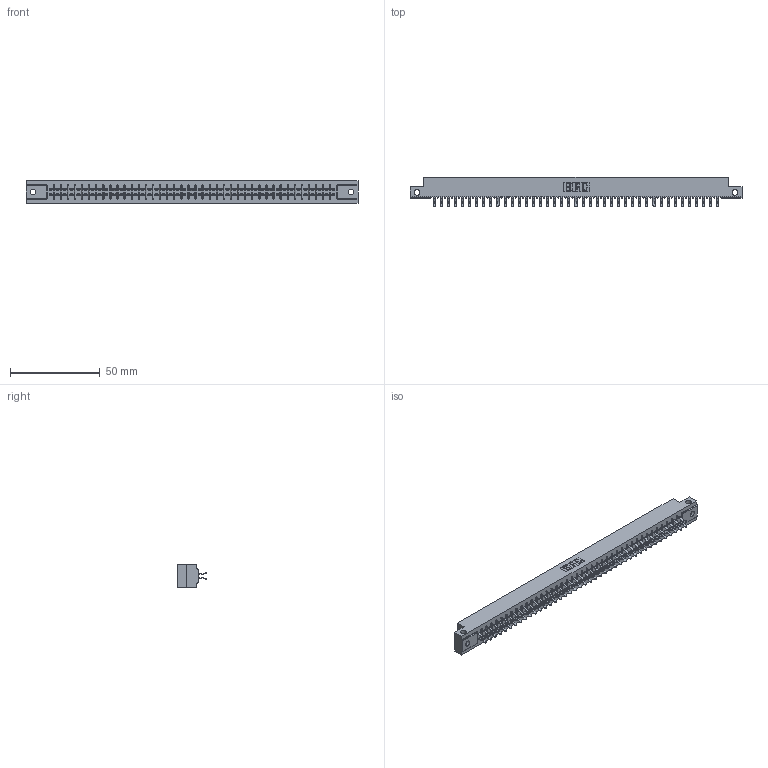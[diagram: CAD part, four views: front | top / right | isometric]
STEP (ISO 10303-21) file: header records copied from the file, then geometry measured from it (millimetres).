
FILE_DESCRIPTION (( 'STEP AP203' ), '1' );
FILE_NAME ('305-082-556-212.STEP', '2020-09-20T01:15:37', ( '' ), ( '' ), 'SwSTEP 2.0', 'SolidWorks 2020', '' );
FILE_SCHEMA (( 'CONFIG_CONTROL_DESIGN' ));
Length unit declared in the file: inch
Products named in the file (3): 305-290-001_556; 305-082-556-212; 305 Part_.128 Dia
Assembly tree (83 placements, depth 2):
  305-082-556-212
    305 Part_.128 Dia
    305-290-001_556  x82
Bounding box: 185.47 x 16.64 x 12.7 mm (x, y, z)
Volume: 19122.4 mm3; surface area: 24425.7 mm2
Topology: 83 solids, 83 shells, 4720 faces, 13595 edges, 8838 vertices
Faces by surface type: plane 2610, cylinder 1946, sphere 164
Entity records: 45142 total; most frequent: CARTESIAN_POINT 7521, ORIENTED_EDGE 7422, DIRECTION 7219, EDGE_CURVE 3711, VECTOR 2979, LINE 2979, VERTEX_POINT 2358, AXIS2_PLACEMENT_3D 2120
